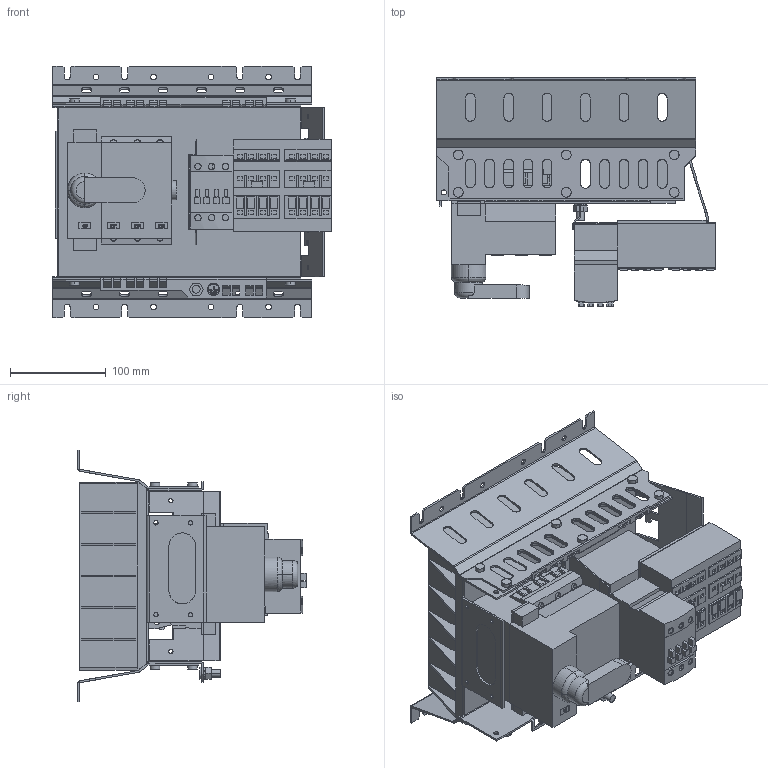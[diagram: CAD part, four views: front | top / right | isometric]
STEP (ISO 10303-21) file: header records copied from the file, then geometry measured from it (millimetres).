
FILE_DESCRIPTION((''),'2;1');
FILE_NAME('OUT-PRE-CHARGING-UNIT-IEC-NEW-','2024-11-05T14:55:52',('U388355'),('Danfoss Drives'),'CREO PARAMETRIC BY PTC INC, 2022124','CREO PARAMETRIC BY PTC INC, 2022124','');
FILE_SCHEMA(('CONFIG_CONTROL_DESIGN','GEOMETRIC_VALIDATION_PROPERTIES_MIM'));
Products named in the file (1): OUT-PRE-CHARGING-UNIT-IEC-NEW-
Bounding box: 290.22 x 238.2 x 262.61 mm (x, y, z)
Volume: 5174445.3 mm3; surface area: 591653.1 mm2
Topology: 6 solids, 6 shells, 1640 faces, 4667 edges, 3105 vertices
Faces by surface type: plane 1286, cylinder 218, extrusion 131, bspline 4, torus 1
Entity records: 57804 total; most frequent: CARTESIAN_POINT 13172, ORIENTED_EDGE 9334, DIRECTION 8179, EDGE_CURVE 4667, VECTOR 3897, LINE 3766, VERTEX_POINT 3105, AXIS2_PLACEMENT_3D 2141
